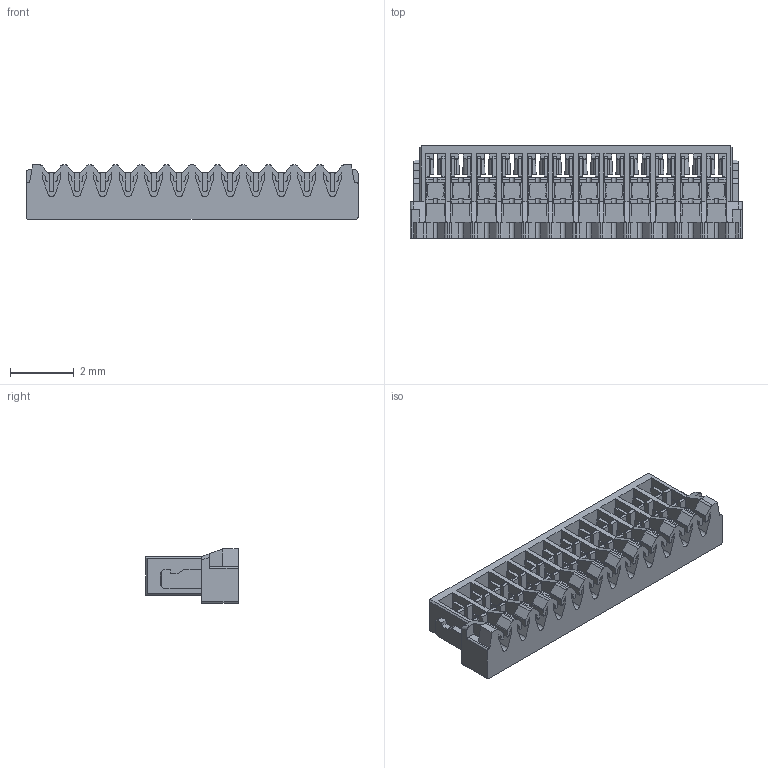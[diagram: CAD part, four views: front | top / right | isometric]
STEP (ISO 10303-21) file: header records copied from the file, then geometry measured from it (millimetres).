
FILE_DESCRIPTION(/* description */ ('Unknown'),/* implementation_level */ '2;1');
FILE_NAME(/* name */ '689012114322',/* time_stamp */ '2023-07-07T14:01:17+02:00',/* author */ ('Unknown'),/* organization */ ('Unknown'),/* preprocessor_version */ 'ST-DEVELOPER v18.102',/* originating_system */ 'Solid Edge',/* authorisation */ 'Unknown');
FILE_SCHEMA (('AUTOMOTIVE_DESIGN {1 0 10303 214 3 1 1}'));
Length unit declared in the file: millimetre
Products named in the file (3): 6890xx114322; 689012114322; 6890xx114322_Pin
Assembly tree (13 placements, depth 2):
  6890xx114322
    689012114322
    6890xx114322_Pin  x12
Bounding box: 10.4 x 2.9 x 1.7 mm (x, y, z)
Volume: 24.5 mm3; surface area: 246.1 mm2
Topology: 13 solids, 13 shells, 1736 faces, 5122 edges, 3388 vertices
Faces by surface type: plane 1106, cylinder 534, torus 48, bspline 48
Entity records: 28051 total; most frequent: CARTESIAN_POINT 5152, ORIENTED_EDGE 5030, DIRECTION 4439, EDGE_CURVE 2515, LINE 2201, VECTOR 2201, VERTEX_POINT 1672, AXIS2_PLACEMENT_3D 1119
